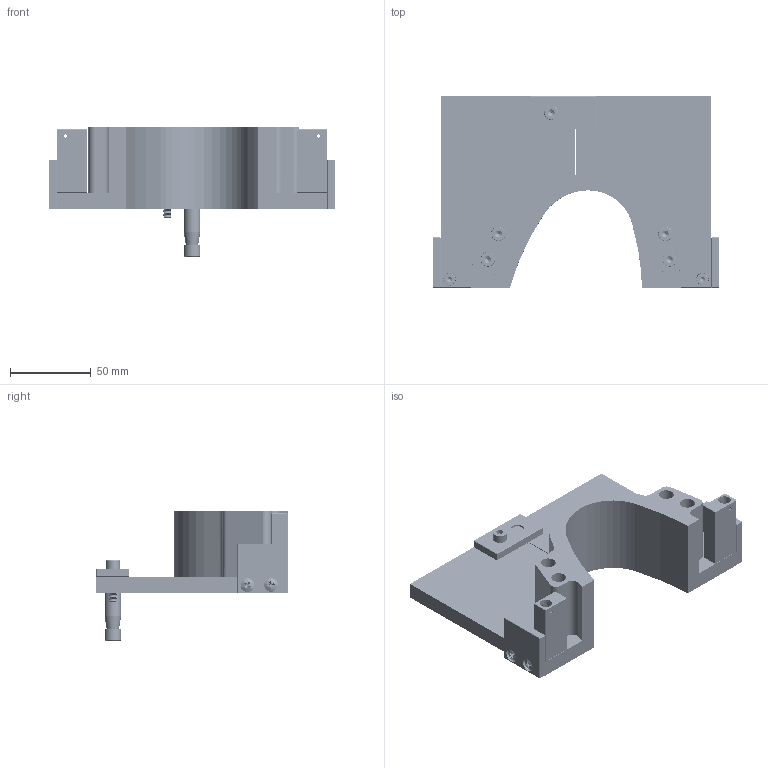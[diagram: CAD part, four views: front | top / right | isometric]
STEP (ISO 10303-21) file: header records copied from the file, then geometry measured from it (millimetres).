
FILE_DESCRIPTION(('FreeCAD Model'),'2;1');
FILE_NAME('Open CASCADE Shape Model','2025-04-26T00:28:49',('FreeCAD'),( 'FreeCAD'),'Open CASCADE STEP processor 7.6','FreeCAD','Unknown');
FILE_SCHEMA(('AUTOMOTIVE_DESIGN { 1 0 10303 214 1 1 1 1 }'));
Products named in the file (1): Open CASCADE STEP translator 7.6 1
Bounding box: 177.32 x 118.48 x 80.69 mm (x, y, z)
Volume: 305341.4 mm3; surface area: 96196.4 mm2
Topology: 20 solids, 20 shells, 2975 faces, 7883 edges, 4952 vertices
Faces by surface type: bspline 2975
Entity records: 135697 total; most frequent: CARTESIAN_POINT 94488, ORIENTED_EDGE 15706, EDGE_CURVE 7853, VERTEX_POINT 4952, B_SPLINE_CURVE_WITH_KNOTS 3192, FACE_BOUND 3059, EDGE_LOOP 3059, ADVANCED_FACE 2975
